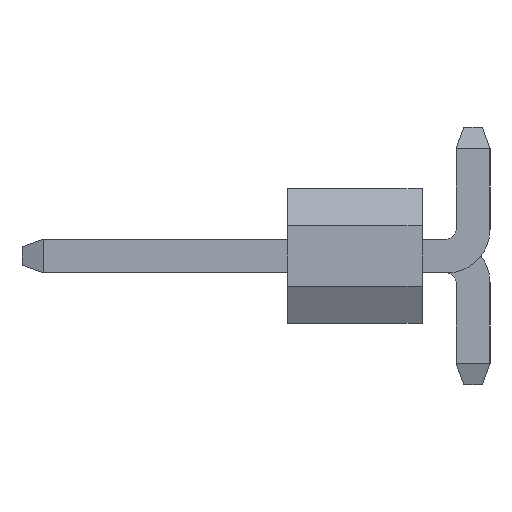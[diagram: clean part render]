
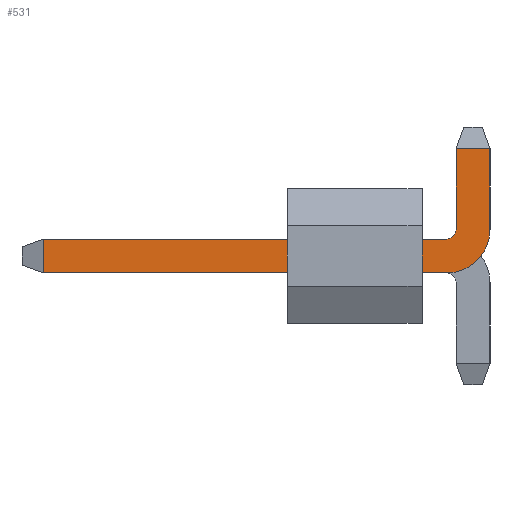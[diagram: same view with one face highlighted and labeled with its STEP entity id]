
A CAD part, left-side view. The second image highlights one B-rep face of the part: STEP entity #531.
In plain terms, the highlighted face is planar.
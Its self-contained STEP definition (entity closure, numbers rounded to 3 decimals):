
#55=CIRCLE('',#572,0.82);
#58=CIRCLE('',#576,0.18);
#67=FACE_OUTER_BOUND('',#95,.T.);
#95=EDGE_LOOP('',(#369,#370,#371,#372,#373,#374,#375,#376));
#117=LINE('',#764,#177);
#123=LINE('',#777,#183);
#132=LINE('',#801,#192);
#133=LINE('',#804,#193);
#134=LINE('',#805,#194);
#135=LINE('',#806,#195);
#177=VECTOR('',#617,1000.);
#183=VECTOR('',#625,1000.);
#192=VECTOR('',#650,1000.);
#193=VECTOR('',#653,1000.);
#194=VECTOR('',#654,1000.);
#195=VECTOR('',#655,1000.);
#237=VERTEX_POINT('',#762);
#238=VERTEX_POINT('',#763);
#243=VERTEX_POINT('',#774);
#244=VERTEX_POINT('',#776);
#246=VERTEX_POINT('',#781);
#247=VERTEX_POINT('',#786);
#251=VERTEX_POINT('',#799);
#252=VERTEX_POINT('',#803);
#277=EDGE_CURVE('',#237,#238,#117,.T.);
#283=EDGE_CURVE('',#244,#243,#123,.T.);
#286=EDGE_CURVE('',#246,#237,#55,.T.);
#290=EDGE_CURVE('',#247,#244,#58,.T.);
#296=EDGE_CURVE('',#246,#251,#132,.T.);
#297=EDGE_CURVE('',#251,#252,#133,.T.);
#298=EDGE_CURVE('',#247,#252,#134,.T.);
#299=EDGE_CURVE('',#243,#238,#135,.T.);
#369=ORIENTED_EDGE('',*,*,#296,.T.);
#370=ORIENTED_EDGE('',*,*,#297,.T.);
#371=ORIENTED_EDGE('',*,*,#298,.F.);
#372=ORIENTED_EDGE('',*,*,#290,.T.);
#373=ORIENTED_EDGE('',*,*,#283,.T.);
#374=ORIENTED_EDGE('',*,*,#299,.T.);
#375=ORIENTED_EDGE('',*,*,#277,.F.);
#376=ORIENTED_EDGE('',*,*,#286,.F.);
#473=PLANE('',#579);
#531=ADVANCED_FACE('',(#67),#473,.F.);
#572=AXIS2_PLACEMENT_3D('',#783,#630,#631);
#576=AXIS2_PLACEMENT_3D('',#790,#639,#640);
#579=AXIS2_PLACEMENT_3D('',#802,#651,#652);
#617=DIRECTION('',(0.,1.,0.));
#625=DIRECTION('',(0.,1.,0.));
#630=DIRECTION('center_axis',(-1.,0.,0.));
#631=DIRECTION('ref_axis',(0.,0.,1.));
#639=DIRECTION('center_axis',(-1.,0.,0.));
#640=DIRECTION('ref_axis',(0.,0.,1.));
#650=DIRECTION('',(0.,0.,-1.));
#651=DIRECTION('center_axis',(-1.,0.,0.));
#652=DIRECTION('ref_axis',(0.,-1.,0.));
#653=DIRECTION('',(0.,1.,0.));
#654=DIRECTION('',(0.,0.,-1.));
#655=DIRECTION('',(0.,0.,1.));
#762=CARTESIAN_POINT('',(0.32,-4.86,2.744));
#763=CARTESIAN_POINT('',(0.32,2.74,2.744));
#764=CARTESIAN_POINT('',(0.32,-4.86,2.744));
#774=CARTESIAN_POINT('',(0.32,2.74,2.104));
#776=CARTESIAN_POINT('',(0.32,-4.86,2.104));
#777=CARTESIAN_POINT('',(0.32,-4.86,2.104));
#781=CARTESIAN_POINT('',(0.32,-5.68,1.924));
#783=CARTESIAN_POINT('Origin',(0.32,-4.86,1.924));
#786=CARTESIAN_POINT('',(0.32,-5.04,1.924));
#790=CARTESIAN_POINT('Origin',(0.32,-4.86,1.924));
#799=CARTESIAN_POINT('',(0.32,-5.68,0.4));
#801=CARTESIAN_POINT('',(0.32,-5.68,1.924));
#802=CARTESIAN_POINT('Origin',(0.32,-5.04,1.924));
#803=CARTESIAN_POINT('',(0.32,-5.04,0.4));
#804=CARTESIAN_POINT('',(0.32,-5.04,0.4));
#805=CARTESIAN_POINT('',(0.32,-5.04,1.924));
#806=CARTESIAN_POINT('',(0.32,2.74,1.924));
